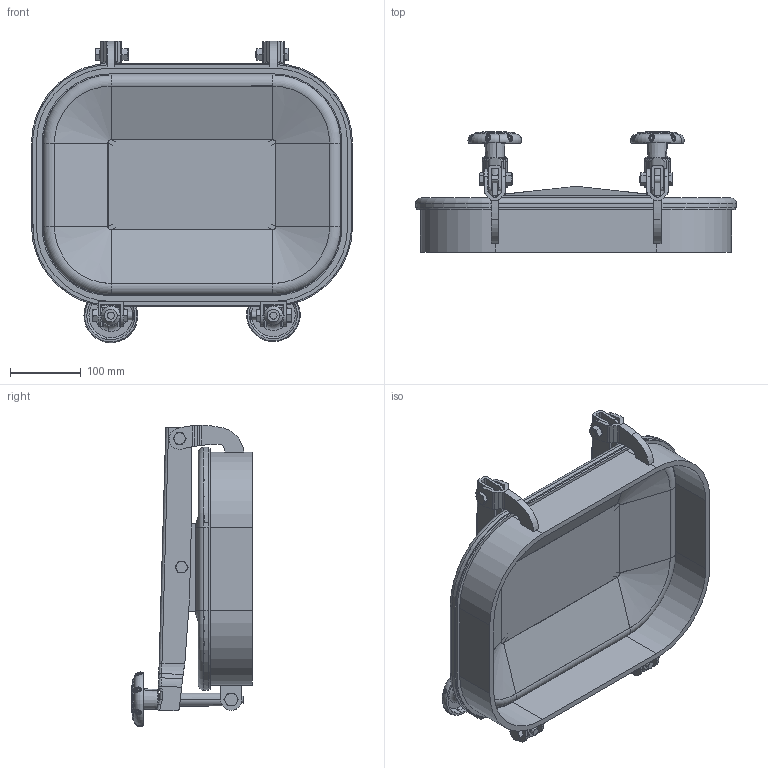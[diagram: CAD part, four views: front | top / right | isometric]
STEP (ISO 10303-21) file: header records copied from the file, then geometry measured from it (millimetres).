
FILE_DESCRIPTION (( 'STEP AP203' ), '1' );
FILE_NAME ('porte complete p23-210.STEP', '2010-10-04T09:33:53', ( 'BE' ), ( 'BOYER SA' ), 'SwSTEP 2.0', 'SolidWorks 2008', '' );
FILE_SCHEMA (( 'CONFIG_CONTROL_DESIGN' ));
Length unit declared in the file: millimetre
Products named in the file (15): joint pour p23-308_Défaut; CARE 6L PO SP 08 314 424 60 (0720100048)_Défaut; GU18 6L BR WD122  75 137 (0610100055)_Défaut; Hex Bolt GradeB_ISO_ISO 4015 - M12 x 50 x 30-N; VOL 39 CB OD114  76  18 (0750100022)_Défaut; porte complete p23-210; PRE 6L BR P 02 314 424 (0710100032)_Défaut; PABO 4L BR S 05 100 30 (0660800004)_Défaut; BRAC 4L BR K 210 (0730100020)_Défaut; AME 4L BR K210 (0730200099)_Défaut; U5  4L PO U122    27  34  30 (0640800014)_Défaut; Hex Thin Nut Chamfered GradeAB_ISO_Hexagon Thin Nut ISO - 4035 - M12 - C; Hex Screw GradeAB_ISO_ISO 8676 - M10x1.0 x 30-N; Hex Screw GradeAB_ISO_ISO 8676 - M10x1.0 x 40-N; Hex Nut Style 2 Fine GradeAB_ISO_Hexagon Nut ISO - 8674 - M10 x 1.0 - W - N
Assembly tree (27 placements, depth 2):
  porte complete p23-210
    Hex Thin Nut Chamfered GradeAB_ISO_Hexagon Thin Nut ISO - 4035 - M12 - C  x2
    AME 4L BR K210 (0730200099)_Défaut  x2
    U5  4L PO U122    27  34  30 (0640800014)_Défaut  x2
    Hex Screw GradeAB_ISO_ISO 8676 - M10x1.0 x 30-N  x2
    Hex Screw GradeAB_ISO_ISO 8676 - M10x1.0 x 40-N  x2
    CARE 6L PO SP 08 314 424 60 (0720100048)_Défaut
    PABO 4L BR S 05 100 30 (0660800004)_Défaut  x2
    GU18 6L BR WD122  75 137 (0610100055)_Défaut  x2
    Hex Bolt GradeB_ISO_ISO 4015 - M12 x 50 x 30-N  x2
    joint pour p23-308_Défaut
    PRE 6L BR P 02 314 424 (0710100032)_Défaut
    VOL 39 CB OD114  76  18 (0750100022)_Défaut  x2
    Hex Nut Style 2 Fine GradeAB_ISO_Hexagon Nut ISO - 8674 - M10 x 1.0 - W - N  x4
    BRAC 4L BR K 210 (0730100020)_Défaut  x2
Bounding box: 454 x 170.98 x 426.09 mm (x, y, z)
Volume: 2299102.8 mm3; surface area: 1240905.2 mm2
Topology: 29 solids, 29 shells, 1127 faces, 2616 edges, 1551 vertices
Faces by surface type: plane 401, cylinder 295, cone 204, bspline 139, torus 84, sphere 4
Entity records: 36542 total; most frequent: CARTESIAN_POINT 20129, ORIENTED_EDGE 3066, DIRECTION 2928, EDGE_CURVE 1533, AXIS2_PLACEMENT_3D 1125, VERTEX_POINT 900, EDGE_LOOP 713, VECTOR 678
